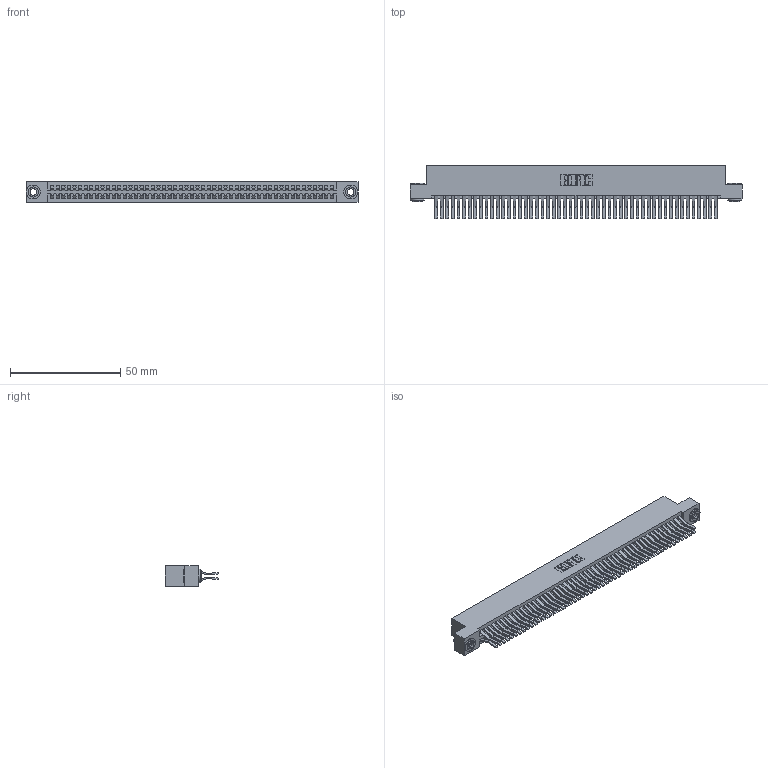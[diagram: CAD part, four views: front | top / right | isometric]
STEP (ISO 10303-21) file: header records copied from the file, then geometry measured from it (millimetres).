
FILE_DESCRIPTION (( 'STEP AP203' ), '1' );
FILE_NAME ('345-102-560-203.STEP', '2018-10-05T21:46:59', ( '' ), ( '' ), 'SwSTEP 2.0', 'SolidWorks 2016', '' );
FILE_SCHEMA (( 'CONFIG_CONTROL_DESIGN' ));
Length unit declared in the file: inch
Products named in the file (4): 345-250-002_345-250-002-102; 345 Part_Flush Mounting Lugs - 0.156 Dia-TH; 345-292-001_560 Tail; 345-102-560-203
Assembly tree (105 placements, depth 2):
  345-102-560-203
    345 Part_Flush Mounting Lugs - 0.156 Dia-TH
    345-292-001_560 Tail  x102
    345-250-002_345-250-002-102  x2
Bounding box: 150.75 x 24.45 x 9.4 mm (x, y, z)
Volume: 15415.4 mm3; surface area: 24885.3 mm2
Topology: 105 solids, 105 shells, 5468 faces, 16227 edges, 10678 vertices
Faces by surface type: plane 3456, cylinder 2004, cone 8
Entity records: 39542 total; most frequent: CARTESIAN_POINT 6595, ORIENTED_EDGE 6522, DIRECTION 5839, EDGE_CURVE 3261, LINE 2897, VECTOR 2897, VERTEX_POINT 2170, AXIS2_PLACEMENT_3D 1471
